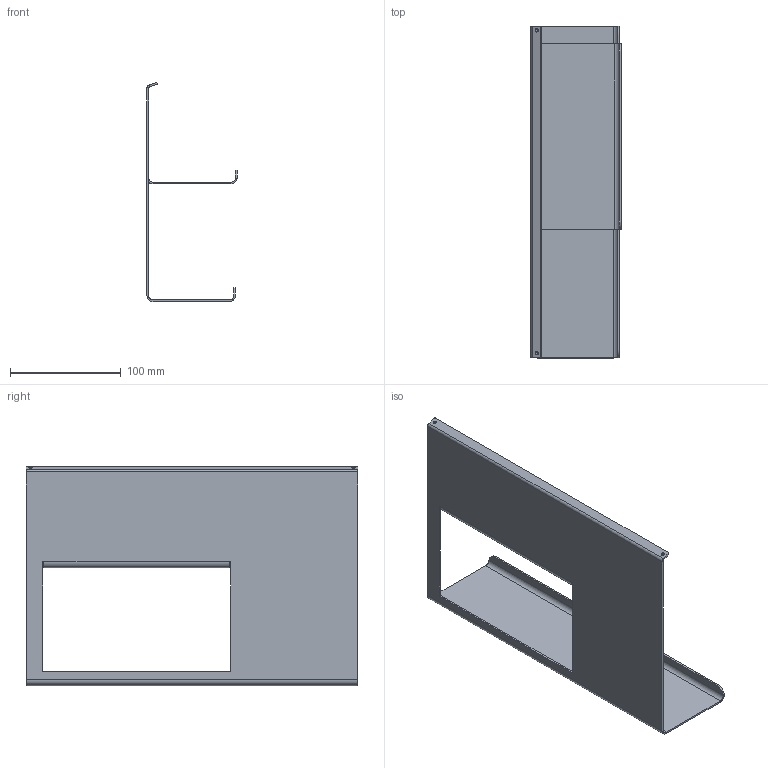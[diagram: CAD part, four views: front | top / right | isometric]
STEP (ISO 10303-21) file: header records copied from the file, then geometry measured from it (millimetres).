
FILE_DESCRIPTION(('STEP AP214'),'1');
FILE_NAME('8041225 transFORM Ablage 4.STP','2023-11-23T10:32:08',(' '),(' '),'Spatial InterOp 3D',' ',' ');
FILE_SCHEMA(('AUTOMOTIVE_DESIGN { 1 0 10303 214 1 1 1 1 }'));
Length unit declared in the file: millimetre
Products named in the file (1): Gew_rze-Kombi Transform+
Bounding box: 81.5 x 300 x 198.29 mm (x, y, z)
Volume: 127666.9 mm3; surface area: 173080.4 mm2
Topology: 1 solids, 1 shells, 48 faces, 136 edges, 90 vertices
Faces by surface type: plane 28, cylinder 20
Entity records: 1612 total; most frequent: CARTESIAN_POINT 299, ORIENTED_EDGE 272, DIRECTION 268, EDGE_CURVE 136, AXIS2_PLACEMENT_3D 91, VERTEX_POINT 90, LINE 86, VECTOR 86
